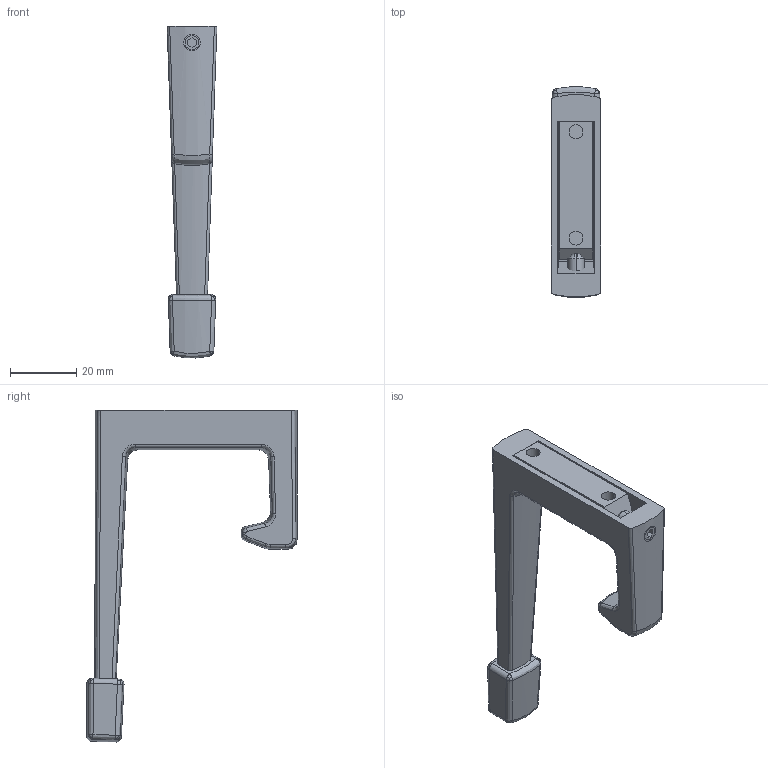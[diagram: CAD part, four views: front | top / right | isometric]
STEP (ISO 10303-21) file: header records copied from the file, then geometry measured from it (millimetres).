
FILE_DESCRIPTION(('Creo Elements/Direct Modeling STEP Export'),'2;1');
FILE_NAME('2422.stp','2022-05-04T 9:05:53',(''),(''),'Creo Elements/Direct Modeling STEP processor for AP214 (Solid Model)','Creo Elements/Direct Modeling 20.0 12-Nov-2016 (C) Parametric Technology GmbH','');
FILE_SCHEMA(('AUTOMOTIVE_DESIGN { 1 0 10303 214 1 1 1 1 }'));
Length unit declared in the file: millimetre
Products named in the file (5): Puffer; D914M5X14S1; Haken; Montageteil; ZN-10286
Assembly tree (4 placements, depth 2):
  ZN-10286
    Montageteil
    Haken
    D914M5X14S1
    Puffer
Bounding box: 15 x 63.48 x 100 mm (x, y, z)
Volume: 19950.2 mm3; surface area: 12637.4 mm2
Topology: 4 solids, 4 shells, 491 faces, 1358 edges, 887 vertices
Faces by surface type: plane 380, bspline 76, cylinder 29, cone 6
Entity records: 28694 total; most frequent: CARTESIAN_POINT 16860, ORIENTED_EDGE 2712, DIRECTION 1960, EDGE_CURVE 1356, VECTOR 1088, LINE 1088, VERTEX_POINT 887, EDGE_LOOP 511
